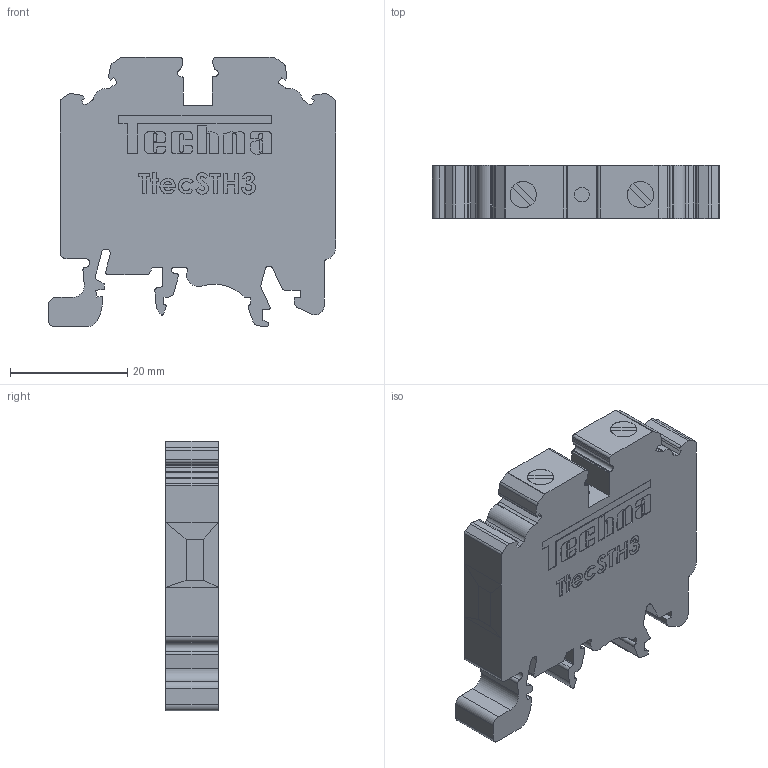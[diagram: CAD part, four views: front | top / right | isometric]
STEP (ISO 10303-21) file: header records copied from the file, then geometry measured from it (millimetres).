
FILE_DESCRIPTION (( 'STEP AP214' ), '1' );
FILE_NAME ('TtecSTH3.STEP', '2020-10-15T07:24:56', ( '' ), ( '' ), 'SwSTEP 2.0', 'SolidWorks 2020', '' );
FILE_SCHEMA (( 'AUTOMOTIVE_DESIGN' ));
Length unit declared in the file: millimetre
Products named in the file (1): TtecSTH3
Bounding box: 49.01 x 9 x 46 mm (x, y, z)
Volume: 15304 mm3; surface area: 6005.4 mm2
Topology: 1 solids, 1 shells, 679 faces, 1896 edges, 1256 vertices
Faces by surface type: plane 384, cylinder 207, bspline 88
Entity records: 31338 total; most frequent: CARTESIAN_POINT 8756, ORIENTED_EDGE 3792, DIRECTION 3324, EDGE_CURVE 1896, LINE 1296, VECTOR 1296, VERTEX_POINT 1256, AXIS2_PLACEMENT_3D 1014
